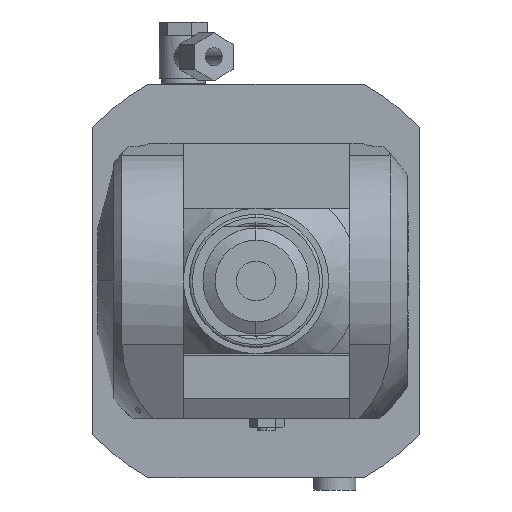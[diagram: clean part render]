
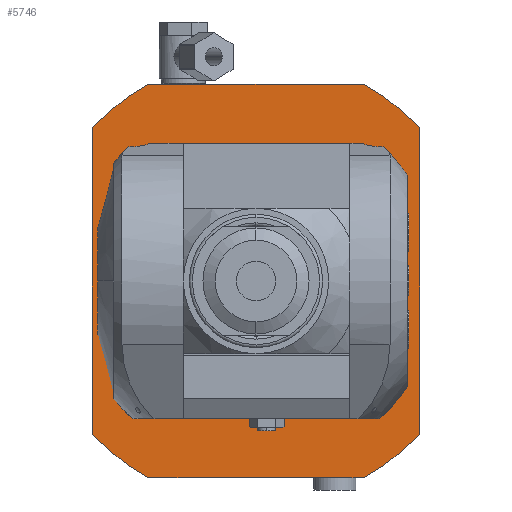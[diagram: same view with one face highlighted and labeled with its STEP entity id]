
A CAD part, left-side view. The second image highlights one B-rep face of the part: STEP entity #5746.
In plain terms, the highlighted planar face has unit normal (-1, 0, 0).
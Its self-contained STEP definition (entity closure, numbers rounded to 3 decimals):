
#1=CARTESIAN_POINT('',(-22.,0.,0.));
#2=DIRECTION('',(-1.,0.,0.));
#3=DIRECTION('',(0.,0.478,0.878));
#4=AXIS2_PLACEMENT_3D('',#1,#2,#3);
#320=CARTESIAN_POINT('',(-22.,0.,0.));
#321=DIRECTION('',(1.,0.,0.));
#322=DIRECTION('',(0.,-0.73,-0.684));
#323=AXIS2_PLACEMENT_3D('',#320,#321,#322);
#378=DIRECTION('',(0.,1.,0.));
#379=VECTOR('',#378,9.369);
#380=CARTESIAN_POINT('',(-22.,-35.369,-65.));
#381=LINE('',#380,#379);
#382=DIRECTION('',(0.,1.,0.));
#383=VECTOR('',#382,61.369);
#384=CARTESIAN_POINT('',(-22.,-26.,-65.));
#385=LINE('',#384,#383);
#386=DIRECTION('',(0.,0.,1.));
#387=VECTOR('',#386,101.193);
#388=CARTESIAN_POINT('',(-22.,54.,-50.596));
#389=LINE('',#388,#387);
#390=DIRECTION('',(0.,-1.,0.));
#391=VECTOR('',#390,70.739);
#392=CARTESIAN_POINT('',(-22.,35.369,65.));
#393=LINE('',#392,#391);
#394=DIRECTION('',(0.,0.,-1.));
#395=VECTOR('',#394,101.193);
#396=CARTESIAN_POINT('',(-22.,-54.,50.596));
#397=LINE('',#396,#395);
#398=DIRECTION('',(0.,-1.,0.));
#399=VECTOR('',#398,64.732);
#400=CARTESIAN_POINT('',(-22.,32.366,45.5));
#401=LINE('',#400,#399);
#402=CARTESIAN_POINT('',(-22.,42.,47.));
#403=DIRECTION('',(-1.,0.,0.));
#404=DIRECTION('',(0.,0.513,-0.858));
#405=AXIS2_PLACEMENT_3D('',#402,#403,#404);
#407=DIRECTION('',(0.,0.,1.));
#408=VECTOR('',#407,77.259);
#409=CARTESIAN_POINT('',(-22.,47.,-38.63));
#410=LINE('',#409,#408);
#411=CARTESIAN_POINT('',(-22.,42.,-47.));
#412=DIRECTION('',(1.,0.,0.));
#413=DIRECTION('',(0.,0.513,0.858));
#414=AXIS2_PLACEMENT_3D('',#411,#412,#413);
#416=DIRECTION('',(0.,1.,0.));
#417=VECTOR('',#416,64.732);
#418=CARTESIAN_POINT('',(-22.,-32.366,-45.5));
#419=LINE('',#418,#417);
#420=CARTESIAN_POINT('',(-22.,-42.,-47.));
#421=DIRECTION('',(-1.,0.,0.));
#422=DIRECTION('',(0.,-0.527,0.85));
#423=AXIS2_PLACEMENT_3D('',#420,#421,#422);
#425=CARTESIAN_POINT('',(-22.,0.,0.));
#426=DIRECTION('',(1.,0.,0.));
#427=DIRECTION('',(0.,-0.82,-0.573));
#428=AXIS2_PLACEMENT_3D('',#425,#426,#427);
#430=DIRECTION('',(0.,0.,-1.));
#431=VECTOR('',#430,69.886);
#432=CARTESIAN_POINT('',(-22.,-50.,34.943));
#433=LINE('',#432,#431);
#434=CARTESIAN_POINT('',(-22.,0.,0.));
#435=DIRECTION('',(1.,0.,0.));
#436=DIRECTION('',(0.,-0.773,0.635));
#437=AXIS2_PLACEMENT_3D('',#434,#435,#436);
#439=CARTESIAN_POINT('',(-22.,-42.,47.));
#440=DIRECTION('',(1.,0.,0.));
#441=DIRECTION('',(0.,-0.527,-0.85));
#442=AXIS2_PLACEMENT_3D('',#439,#440,#441);
#444=CARTESIAN_POINT('',(-22.,0.,0.));
#445=DIRECTION('',(-1.,0.,0.));
#446=DIRECTION('',(0.,0.73,-0.684));
#447=AXIS2_PLACEMENT_3D('',#444,#445,#446);
#507=CARTESIAN_POINT('',(-22.,0.,0.));
#508=DIRECTION('',(1.,0.,0.));
#509=DIRECTION('',(0.,-0.478,0.878));
#510=AXIS2_PLACEMENT_3D('',#507,#508,#509);
#4382=CARTESIAN_POINT('',(-22.,35.369,65.));
#4384=VERTEX_POINT('',#4382);
#4386=CARTESIAN_POINT('',(-22.,35.369,-65.));
#4388=VERTEX_POINT('',#4386);
#4390=CARTESIAN_POINT('',(-22.,54.,50.596));
#4392=VERTEX_POINT('',#4390);
#4394=CARTESIAN_POINT('',(-22.,54.,-50.596));
#4396=VERTEX_POINT('',#4394);
#4397=CARTESIAN_POINT('',(-22.,-35.369,65.));
#4398=VERTEX_POINT('',#4397);
#4399=CARTESIAN_POINT('',(-22.,-54.,50.596));
#4400=CARTESIAN_POINT('',(-22.,-54.,-50.596));
#4401=VERTEX_POINT('',#4399);
#4402=VERTEX_POINT('',#4400);
#4410=CARTESIAN_POINT('',(-22.,-35.369,-65.));
#4412=VERTEX_POINT('',#4410);
#4612=CARTESIAN_POINT('',(-22.,32.366,45.5));
#4613=CARTESIAN_POINT('',(-22.,-32.366,45.5));
#4614=VERTEX_POINT('',#4612);
#4615=VERTEX_POINT('',#4613);
#4616=CARTESIAN_POINT('',(-22.,-50.,34.943));
#4617=CARTESIAN_POINT('',(-22.,-50.,-34.943));
#4618=VERTEX_POINT('',#4616);
#4619=VERTEX_POINT('',#4617);
#4620=CARTESIAN_POINT('',(-22.,-32.366,-45.5));
#4621=CARTESIAN_POINT('',(-22.,32.366,-45.5));
#4622=VERTEX_POINT('',#4620);
#4623=VERTEX_POINT('',#4621);
#4624=CARTESIAN_POINT('',(-22.,47.,-38.63));
#4625=CARTESIAN_POINT('',(-22.,47.,38.63));
#4626=VERTEX_POINT('',#4624);
#4627=VERTEX_POINT('',#4625);
#4628=CARTESIAN_POINT('',(-22.,-47.14,38.715));
#4629=VERTEX_POINT('',#4628);
#4630=CARTESIAN_POINT('',(-22.,-47.14,-38.715));
#4631=VERTEX_POINT('',#4630);
#5238=CARTESIAN_POINT('',(-22.,-26.,-65.));
#5239=VERTEX_POINT('',#5238);
#5705=CARTESIAN_POINT('',(-22.,0.,0.));
#5706=DIRECTION('',(-1.,0.,0.));
#5707=DIRECTION('',(0.,0.,-1.));
#5708=AXIS2_PLACEMENT_3D('',#5705,#5706,#5707);
#5709=PLANE('',#5708);
#5710=ORIENTED_EDGE('',*,*,#5646,.T.);
#5711=ORIENTED_EDGE('',*,*,#5659,.T.);
#5713=ORIENTED_EDGE('',*,*,#5712,.F.);
#5715=ORIENTED_EDGE('',*,*,#5714,.T.);
#5716=ORIENTED_EDGE('',*,*,#5337,.F.);
#5717=ORIENTED_EDGE('',*,*,#5359,.T.);
#5719=ORIENTED_EDGE('',*,*,#5718,.T.);
#5720=ORIENTED_EDGE('',*,*,#5544,.T.);
#5721=ORIENTED_EDGE('',*,*,#5632,.T.);
#5722=EDGE_LOOP('',(#5710,#5711,#5713,#5715,#5716,#5717,#5719,#5720,#5721));
#5723=FACE_OUTER_BOUND('',#5722,.F.);
#5725=ORIENTED_EDGE('',*,*,#5724,.F.);
#5727=ORIENTED_EDGE('',*,*,#5726,.F.);
#5729=ORIENTED_EDGE('',*,*,#5728,.F.);
#5731=ORIENTED_EDGE('',*,*,#5730,.T.);
#5733=ORIENTED_EDGE('',*,*,#5732,.F.);
#5735=ORIENTED_EDGE('',*,*,#5734,.F.);
#5737=ORIENTED_EDGE('',*,*,#5736,.F.);
#5739=ORIENTED_EDGE('',*,*,#5738,.F.);
#5741=ORIENTED_EDGE('',*,*,#5740,.F.);
#5743=ORIENTED_EDGE('',*,*,#5742,.T.);
#5744=EDGE_LOOP('',(#5725,#5727,#5729,#5731,#5733,#5735,#5737,#5739,#5741,
#5743));
#5745=FACE_BOUND('',#5744,.F.);
#5746=ADVANCED_FACE('',(#5723,#5745),#5709,.T.);
#5=CIRCLE('',#4,74.);
#324=CIRCLE('',#323,74.);
#406=CIRCLE('',#405,9.75);
#415=CIRCLE('',#414,9.75);
#424=CIRCLE('',#423,9.75);
#429=CIRCLE('',#428,61.);
#438=CIRCLE('',#437,61.);
#443=CIRCLE('',#442,9.75);
#448=CIRCLE('',#447,74.);
#511=CIRCLE('',#510,74.);
#5337=EDGE_CURVE('',#4384,#4392,#5,.T.);
#5359=EDGE_CURVE('',#4384,#4398,#393,.T.);
#5544=EDGE_CURVE('',#4401,#4402,#397,.T.);
#5632=EDGE_CURVE('',#4402,#4412,#324,.T.);
#5646=EDGE_CURVE('',#4412,#5239,#381,.T.);
#5659=EDGE_CURVE('',#5239,#4388,#385,.T.);
#5712=EDGE_CURVE('',#4396,#4388,#448,.T.);
#5714=EDGE_CURVE('',#4396,#4392,#389,.T.);
#5718=EDGE_CURVE('',#4398,#4401,#511,.T.);
#5724=EDGE_CURVE('',#4614,#4615,#401,.T.);
#5726=EDGE_CURVE('',#4627,#4614,#406,.T.);
#5728=EDGE_CURVE('',#4626,#4627,#410,.T.);
#5730=EDGE_CURVE('',#4626,#4623,#415,.T.);
#5732=EDGE_CURVE('',#4622,#4623,#419,.T.);
#5734=EDGE_CURVE('',#4631,#4622,#424,.T.);
#5736=EDGE_CURVE('',#4619,#4631,#429,.T.);
#5738=EDGE_CURVE('',#4618,#4619,#433,.T.);
#5740=EDGE_CURVE('',#4629,#4618,#438,.T.);
#5742=EDGE_CURVE('',#4629,#4615,#443,.T.);
